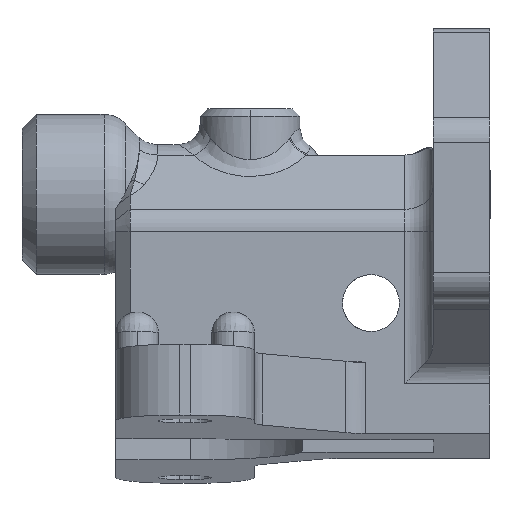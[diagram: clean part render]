
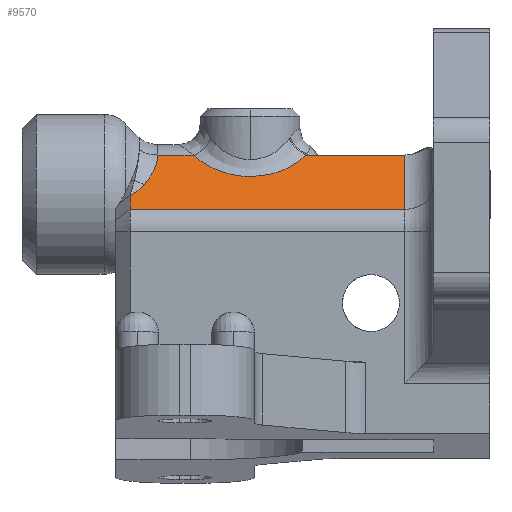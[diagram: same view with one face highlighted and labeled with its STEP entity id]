
A CAD part, left-side view. The second image highlights one B-rep face of the part: STEP entity #9570.
In plain terms, the highlighted planar face has unit normal (-0.615, 0, 0.789).
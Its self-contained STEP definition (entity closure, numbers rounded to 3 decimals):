
#118 = CARTESIAN_POINT ( 'NONE',  ( -2.151, 20.819, 2.761 ) ) ;
#176 = CARTESIAN_POINT ( 'NONE',  ( -3.975, 23.814, 1.34 ) ) ;
#353 = VECTOR ( 'NONE', #9366, 1000. ) ;
#502 = ORIENTED_EDGE ( 'NONE', *, *, #1090, .T. ) ;
#551 = CARTESIAN_POINT ( 'NONE',  ( -2.151, 12.833, 2.761 ) ) ;
#784 = VECTOR ( 'NONE', #3000, 1000. ) ;
#935 = ORIENTED_EDGE ( 'NONE', *, *, #4971, .F. ) ;
#948 = EDGE_CURVE ( 'NONE', #2494, #1662, #8689, .T. ) ;
#953 = CARTESIAN_POINT ( 'NONE',  ( -4.943, 15.105, 0.586 ) ) ;
#1055 = EDGE_CURVE ( 'NONE', #1662, #8751, #5116, .T. ) ;
#1090 = EDGE_CURVE ( 'NONE', #2823, #7915, #3492, .T. ) ;
#1151 = LINE ( 'NONE', #7923, #7253 ) ;
#1322 = CARTESIAN_POINT ( 'NONE',  ( -2.151, 23.372, 2.761 ) ) ;
#1367 = CARTESIAN_POINT ( 'NONE',  ( -7.049, 4., -1.054 ) ) ;
#1458 = EDGE_CURVE ( 'NONE', #9250, #3521, #2454, .T. ) ;
#1491 = AXIS2_PLACEMENT_3D ( 'NONE', #7940, #4924, #7848 ) ;
#1662 = VERTEX_POINT ( 'NONE', #3494 ) ;
#2453 = DIRECTION ( 'NONE',  ( 0.789, 0., 0.615 ) ) ;
#2454 =( BOUNDED_CURVE ( )  B_SPLINE_CURVE ( 3, ( #7636, #953, #3922, #118 ),
 .UNSPECIFIED., .F., .T. ) 
 B_SPLINE_CURVE_WITH_KNOTS ( ( 4, 4 ),
 ( 2.233, 4.051 ),
 .UNSPECIFIED. ) 
 CURVE ( )  GEOMETRIC_REPRESENTATION_ITEM ( )  RATIONAL_B_SPLINE_CURVE ( ( 1., 0.743, 0.743, 1. ) ) 
 REPRESENTATION_ITEM ( '' )  );
#2476 = EDGE_CURVE ( 'NONE', #4311, #5135, #6559, .T. ) ;
#2494 = VERTEX_POINT ( 'NONE', #2514 ) ;
#2514 = CARTESIAN_POINT ( 'NONE',  ( -5.795, 25.325, -0.078 ) ) ;
#2764 = CARTESIAN_POINT ( 'NONE',  ( -5.795, 25.325, -0.078 ) ) ;
#2823 = VERTEX_POINT ( 'NONE', #6838 ) ;
#3000 = DIRECTION ( 'NONE',  ( 0., -1., 0. ) ) ;
#3258 = CARTESIAN_POINT ( 'NONE',  ( -2.621, 23.372, 2.395 ) ) ;
#3492 = B_SPLINE_CURVE_WITH_KNOTS ( 'NONE', 3,
 ( #1322, #3258, #6914, #176, #6184, #9070 ),
 .UNSPECIFIED., .F., .F.,
 ( 4, 2, 4 ),
 ( 0., 0.002, 0.004 ),
 .UNSPECIFIED. ) ;
#3494 = CARTESIAN_POINT ( 'NONE',  ( -7.049, 25.325, -1.054 ) ) ;
#3502 = CARTESIAN_POINT ( 'NONE',  ( -5.18, 24.594, 0.401 ) ) ;
#3521 = VERTEX_POINT ( 'NONE', #9139 ) ;
#3691 = CARTESIAN_POINT ( 'NONE',  ( -2.151, 6., 2.761 ) ) ;
#3703 = ORIENTED_EDGE ( 'NONE', *, *, #4147, .T. ) ;
#3922 = CARTESIAN_POINT ( 'NONE',  ( -4.943, 18.645, 0.586 ) ) ;
#4147 = EDGE_CURVE ( 'NONE', #8751, #5135, #6209, .T. ) ;
#4223 = CARTESIAN_POINT ( 'NONE',  ( -5.003, 24.45, 0.54 ) ) ;
#4311 = VERTEX_POINT ( 'NONE', #551 ) ;
#4410 = ORIENTED_EDGE ( 'NONE', *, *, #948, .T. ) ;
#4425 = ORIENTED_EDGE ( 'NONE', *, *, #1055, .T. ) ;
#4669 = LINE ( 'NONE', #9220, #353 ) ;
#4924 = DIRECTION ( 'NONE',  ( 0.615, 0., -0.789 ) ) ;
#4952 = CARTESIAN_POINT ( 'NONE',  ( -2.151, 12.931, 2.761 ) ) ;
#4971 = EDGE_CURVE ( 'NONE', #9250, #4311, #4669, .T. ) ;
#4974 = CARTESIAN_POINT ( 'NONE',  ( -7.82, 25.325, -1.655 ) ) ;
#5116 = LINE ( 'NONE', #1367, #6731 ) ;
#5135 = VERTEX_POINT ( 'NONE', #3691 ) ;
#5327 = VECTOR ( 'NONE', #2453, 1000. ) ;
#5560 = PLANE ( 'NONE',  #1491 ) ;
#5701 = CARTESIAN_POINT ( 'NONE',  ( -4.814, 24.325, 0.687 ) ) ;
#5839 = B_SPLINE_CURVE_WITH_KNOTS ( 'NONE', 3,
 ( #5701, #4223, #3502, #6470, #9459, #2764 ),
 .UNSPECIFIED., .F., .F.,
 ( 4, 2, 4 ),
 ( 0., 0.001, 0.002 ),
 .UNSPECIFIED. ) ;
#6184 = CARTESIAN_POINT ( 'NONE',  ( -4.4, 24.051, 1.009 ) ) ;
#6209 = LINE ( 'NONE', #9150, #5327 ) ;
#6425 = FACE_OUTER_BOUND ( 'NONE', #9435, .T. ) ;
#6470 = CARTESIAN_POINT ( 'NONE',  ( -5.51, 24.926, 0.144 ) ) ;
#6559 = LINE ( 'NONE', #8221, #784 ) ;
#6731 = VECTOR ( 'NONE', #8186, 1000. ) ;
#6823 = CARTESIAN_POINT ( 'NONE',  ( -7.049, 6., -1.054 ) ) ;
#6838 = CARTESIAN_POINT ( 'NONE',  ( -2.151, 23.372, 2.761 ) ) ;
#6914 = CARTESIAN_POINT ( 'NONE',  ( -3.089, 23.473, 2.031 ) ) ;
#6924 = ORIENTED_EDGE ( 'NONE', *, *, #2476, .F. ) ;
#7008 = CARTESIAN_POINT ( 'NONE',  ( -4.814, 24.325, 0.687 ) ) ;
#7243 = EDGE_CURVE ( 'NONE', #2823, #3521, #1151, .T. ) ;
#7253 = VECTOR ( 'NONE', #9348, 1000. ) ;
#7518 = VECTOR ( 'NONE', #7947, 1000. ) ;
#7636 = CARTESIAN_POINT ( 'NONE',  ( -2.151, 12.931, 2.761 ) ) ;
#7848 = DIRECTION ( 'NONE',  ( -0.789, 0., -0.615 ) ) ;
#7915 = VERTEX_POINT ( 'NONE', #7008 ) ;
#7923 = CARTESIAN_POINT ( 'NONE',  ( -2.151, 37.316, 2.761 ) ) ;
#7940 = CARTESIAN_POINT ( 'NONE',  ( -7.82, 37.316, -1.655 ) ) ;
#7947 = DIRECTION ( 'NONE',  ( -0.789, 0., -0.615 ) ) ;
#7970 = ORIENTED_EDGE ( 'NONE', *, *, #1458, .T. ) ;
#7987 = EDGE_CURVE ( 'NONE', #7915, #2494, #5839, .T. ) ;
#8166 = ORIENTED_EDGE ( 'NONE', *, *, #7243, .F. ) ;
#8186 = DIRECTION ( 'NONE',  ( 0., -1., 0. ) ) ;
#8221 = CARTESIAN_POINT ( 'NONE',  ( -2.151, 37.316, 2.761 ) ) ;
#8689 = LINE ( 'NONE', #4974, #7518 ) ;
#8751 = VERTEX_POINT ( 'NONE', #6823 ) ;
#8907 = ORIENTED_EDGE ( 'NONE', *, *, #7987, .T. ) ;
#9070 = CARTESIAN_POINT ( 'NONE',  ( -4.814, 24.325, 0.687 ) ) ;
#9139 = CARTESIAN_POINT ( 'NONE',  ( -2.151, 20.819, 2.761 ) ) ;
#9150 = CARTESIAN_POINT ( 'NONE',  ( -2.151, 6., 2.761 ) ) ;
#9220 = CARTESIAN_POINT ( 'NONE',  ( -2.151, 37.316, 2.761 ) ) ;
#9250 = VERTEX_POINT ( 'NONE', #4952 ) ;
#9348 = DIRECTION ( 'NONE',  ( 0., -1., 0. ) ) ;
#9366 = DIRECTION ( 'NONE',  ( 0., -1., 0. ) ) ;
#9435 = EDGE_LOOP ( 'NONE', ( #935, #7970, #8166, #502, #8907, #4410, #4425, #3703, #6924 ) ) ;
#9459 = CARTESIAN_POINT ( 'NONE',  ( -5.664, 25.116, 0.025 ) ) ;
#9570 = ADVANCED_FACE ( 'NONE', ( #6425 ), #5560, .F. ) ;
